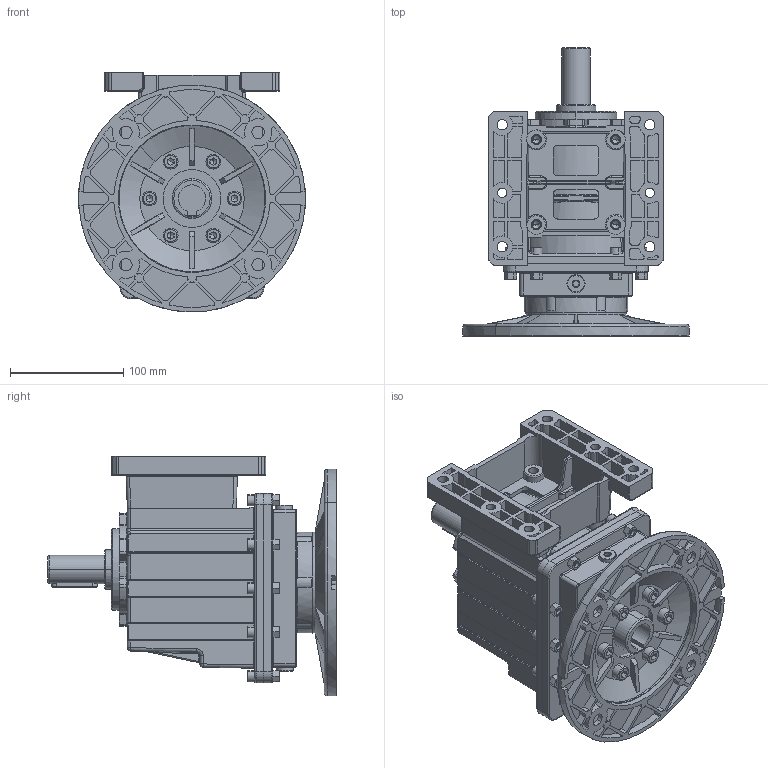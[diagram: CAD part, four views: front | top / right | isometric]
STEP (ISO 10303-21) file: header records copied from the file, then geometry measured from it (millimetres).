
FILE_DESCRIPTION (( 'STEP AP203' ), '1' );
FILE_NAME ('RC02-90B5+B02.STEP', '2022-02-18T09:11:54', ( '' ), ( '' ), 'SwSTEP 2.0', 'SolidWorks 2016', '' );
FILE_SCHEMA (( 'CONFIG_CONTROL_DESIGN' ));
Length unit declared in the file: millimetre
Products named in the file (1): RC02-90B5+B02
Bounding box: 199.96 x 254 x 211.44 mm (x, y, z)
Volume: 1500322 mm3; surface area: 545835.3 mm2
Topology: 35 solids, 36 shells, 3453 faces, 8450 edges, 5097 vertices
Faces by surface type: cylinder 1335, plane 1081, torus 375, cone 338, bspline 236, sphere 88
Entity records: 110571 total; most frequent: CARTESIAN_POINT 30228, DIRECTION 17491, ORIENTED_EDGE 16604, EDGE_CURVE 8302, AXIS2_PLACEMENT_3D 6955, VERTEX_POINT 5097, EDGE_LOOP 3745, CIRCLE 3737
